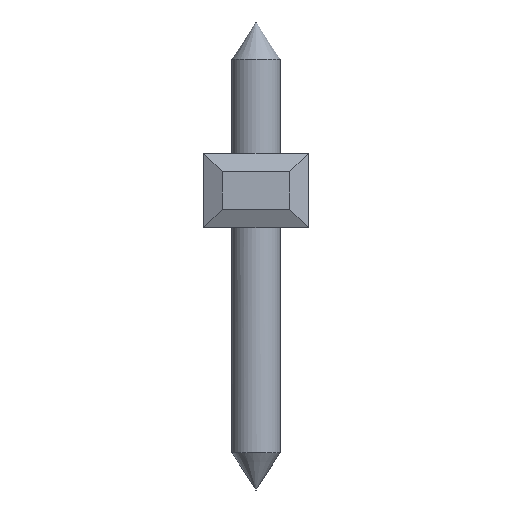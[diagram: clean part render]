
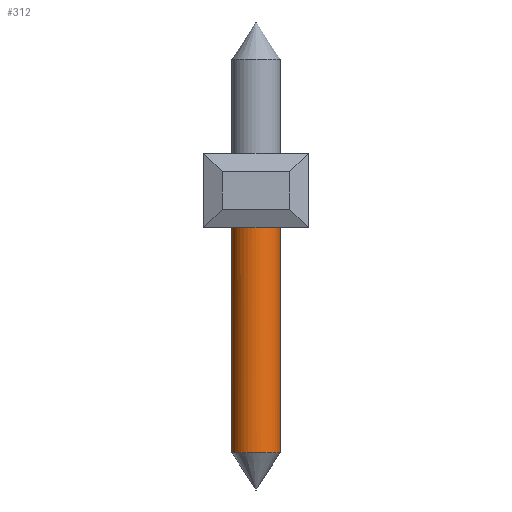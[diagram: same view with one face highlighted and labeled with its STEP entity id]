
A CAD part, left-side view. The second image highlights one B-rep face of the part: STEP entity #312.
In plain terms, the highlighted cylindrical face has radius 0.65 mm (diameter 1.3 mm), a full revolution.
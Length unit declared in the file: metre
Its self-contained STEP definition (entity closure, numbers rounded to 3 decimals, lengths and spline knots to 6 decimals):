
#312=ADVANCED_FACE('',(#641,#642),#643,.T.);
#641=FACE_OUTER_BOUND('',#966,.T.);
#642=FACE_OUTER_BOUND('',#967,.T.);
#643=CYLINDRICAL_SURFACE('',#968,0.00065);
#966=EDGE_LOOP('',(#1785));
#967=EDGE_LOOP('',(#1786));
#968=AXIS2_PLACEMENT_3D('',#1787,#1788,#1789);
#1785=ORIENTED_EDGE('',*,*,#2046,.F.);
#1786=ORIENTED_EDGE('',*,*,#1839,.F.);
#1787=CARTESIAN_POINT('',(-0.00435,-0.03326,0.0025));
#1788=DIRECTION('',(0.0,0.,-1.0));
#1789=DIRECTION('',(-1.0,0.0,0.0));
#1839=EDGE_CURVE('',#2169,#2169,#2170,.T.);
#2046=EDGE_CURVE('',#2465,#2465,#2466,.T.);
#2169=VERTEX_POINT('',#2619);
#2170=CIRCLE('',#2620,0.00065);
#2465=VERTEX_POINT('',#3057);
#2466=CIRCLE('',#3058,0.00065);
#2619=CARTESIAN_POINT('',(-0.00396,-0.03274,-0.008));
#2620=AXIS2_PLACEMENT_3D('',#3238,#3239,#3240);
#3057=CARTESIAN_POINT('',(-0.00435,-0.03391,-0.0018));
#3058=AXIS2_PLACEMENT_3D('',#3395,#3396,#3397);
#3238=CARTESIAN_POINT('',(-0.00435,-0.03326,-0.008));
#3239=DIRECTION('',(0.,0.,-1.0));
#3240=DIRECTION('',(0.6,0.8,0.));
#3395=CARTESIAN_POINT('',(-0.00435,-0.03326,-0.0018));
#3396=DIRECTION('',(0.0,0.,1.0));
#3397=DIRECTION('',(0.0,-1.0,0.));
